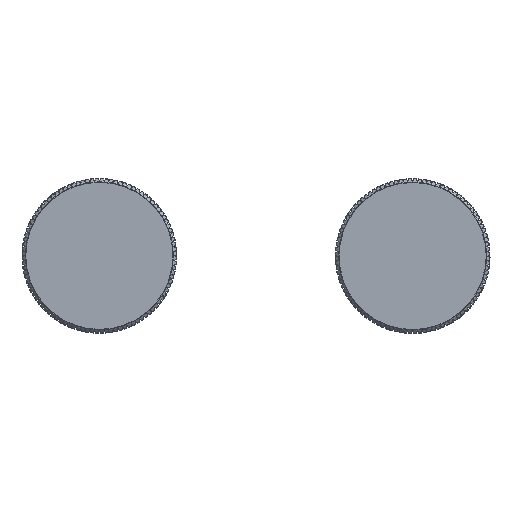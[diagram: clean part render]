
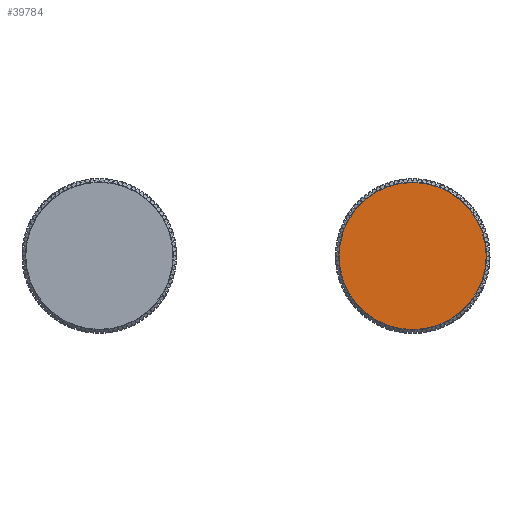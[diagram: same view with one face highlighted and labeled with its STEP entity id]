
A CAD part, top view. The second image highlights one B-rep face of the part: STEP entity #39784.
In plain terms, the highlighted planar face has unit normal (0, 0, 1).
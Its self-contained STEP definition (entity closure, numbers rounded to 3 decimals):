
#6240=PLANE('',#44236);
#8594=FACE_OUTER_BOUND('',#11642,.T.);
#11642=EDGE_LOOP('',(#32652));
#14863=CIRCLE('',#44133,10.459);
#18285=VERTEX_POINT('',#78212);
#23007=EDGE_CURVE('',#18285,#18285,#14863,.T.);
#32652=ORIENTED_EDGE('',*,*,#23007,.F.);
#39784=ADVANCED_FACE('',(#8594),#6240,.T.);
#44133=AXIS2_PLACEMENT_3D('',#78213,#52932,#52933);
#44236=AXIS2_PLACEMENT_3D('',#79417,#53138,#53139);
#52932=DIRECTION('center_axis',(0.,0.,-1.));
#52933=DIRECTION('ref_axis',(-1.,0.,0.));
#53138=DIRECTION('center_axis',(0.,0.,1.));
#53139=DIRECTION('ref_axis',(1.,0.,0.));
#78212=CARTESIAN_POINT('',(10.459,0.,7.5));
#78213=CARTESIAN_POINT('Origin',(0.,0.,7.5));
#79417=CARTESIAN_POINT('Origin',(0.,0.,
7.5));
